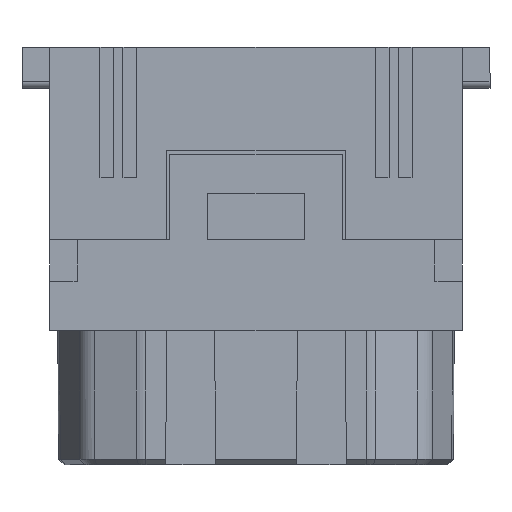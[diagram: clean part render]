
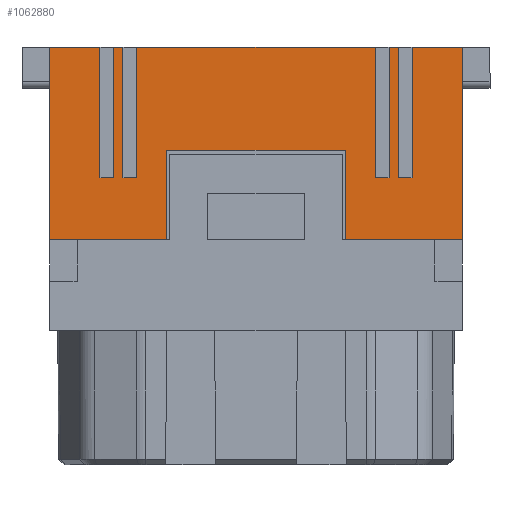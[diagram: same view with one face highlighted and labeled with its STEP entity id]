
A CAD part, left-side view. The second image highlights one B-rep face of the part: STEP entity #1062880.
In plain terms, the highlighted face is planar.
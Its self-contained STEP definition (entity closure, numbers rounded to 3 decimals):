
#614320=CARTESIAN_POINT('',(56.048,63.762,-10.5));
#614330=VERTEX_POINT('',#614320);
#615150=CARTESIAN_POINT('',(56.048,63.762,-2.));
#615160=VERTEX_POINT('',#615150);
#615190=CARTESIAN_POINT('',(56.048,63.762,-4.559
));
#615200=DIRECTION('',(-0.,0.,-1.));
#615210=VECTOR('',#615200,1.);
#615220=LINE('',#615190,#615210);
#615230=EDGE_CURVE('',#615160,#614330,#615220,.T.);
#616400=CARTESIAN_POINT('',(56.048,63.762,-23.5));
#616410=VERTEX_POINT('',#616400);
#616460=CARTESIAN_POINT('',(56.048,63.762,-4.559
));
#616470=DIRECTION('',(-0.,0.,-1.));
#616480=VECTOR('',#616470,1.);
#616490=LINE('',#616460,#616480);
#616500=CARTESIAN_POINT('',(56.048,63.762,-32.));
#616510=VERTEX_POINT('',#616500);
#616520=EDGE_CURVE('',#616410,#616510,#616490,.T.);
#617850=CARTESIAN_POINT('',(56.048,70.257,-4.559
));
#617860=DIRECTION('',(0.,0.,1.));
#617870=VECTOR('',#617860,1.);
#617880=LINE('',#617850,#617870);
#617890=CARTESIAN_POINT('',(56.048,70.257,-23.5));
#617900=VERTEX_POINT('',#617890);
#617910=CARTESIAN_POINT('',(56.048,70.257,-10.5));
#617920=VERTEX_POINT('',#617910);
#617930=EDGE_CURVE('',#617900,#617920,#617880,.T.);
#618400=CARTESIAN_POINT('',(56.048,58.057,-23.5));
#618410=DIRECTION('',(0.,1.,0.));
#618420=VECTOR('',#618410,1.);
#618430=LINE('',#618400,#618420);
#618440=EDGE_CURVE('',#616410,#617900,#618430,.T.);
#618620=CARTESIAN_POINT('',(56.048,58.057,-10.5));
#618630=DIRECTION('',(0.,-1.,0.));
#618640=VECTOR('',#618630,1.);
#618650=LINE('',#618620,#618640);
#618660=EDGE_CURVE('',#617920,#614330,#618650,.T.);
#622610=CARTESIAN_POINT('',(56.048,77.757,-32.));
#622620=VERTEX_POINT('',#622610);
#622650=CARTESIAN_POINT('',(56.048,77.757,-4.559));
#622660=DIRECTION('',(0.,0.,1.));
#622670=VECTOR('',#622660,1.);
#622680=LINE('',#622650,#622670);
#622690=CARTESIAN_POINT('',(56.048,77.757,-28.336));
#622700=VERTEX_POINT('',#622690);
#622710=EDGE_CURVE('',#622620,#622700,#622680,.T.);
#622930=CARTESIAN_POINT('',(56.048,77.757,-27.336));
#622940=VERTEX_POINT('',#622930);
#622970=CARTESIAN_POINT('',(56.048,77.757,-26.664));
#622980=VERTEX_POINT('',#622970);
#622990=EDGE_CURVE('',#622940,#622980,#622680,.T.);
#623210=CARTESIAN_POINT('',(56.048,77.757,-25.664));
#623220=VERTEX_POINT('',#623210);
#623250=CARTESIAN_POINT('',(56.048,77.757,-8.336));
#623260=VERTEX_POINT('',#623250);
#623270=EDGE_CURVE('',#623220,#623260,#622680,.T.);
#623490=CARTESIAN_POINT('',(56.048,77.757,-7.336));
#623500=VERTEX_POINT('',#623490);
#623530=CARTESIAN_POINT('',(56.048,77.757,-6.664));
#623540=VERTEX_POINT('',#623530);
#623550=EDGE_CURVE('',#623500,#623540,#622680,.T.);
#623770=CARTESIAN_POINT('',(56.048,77.757,-5.664));
#623780=VERTEX_POINT('',#623770);
#623810=CARTESIAN_POINT('',(56.048,77.757,-2.));
#623820=VERTEX_POINT('',#623810);
#623830=EDGE_CURVE('',#623780,#623820,#622680,.T.);
#1042170=CARTESIAN_POINT('',(56.048,58.057,-2.));
#1042180=DIRECTION('',(0.,-1.,0.));
#1042190=VECTOR('',#1042180,1.);
#1042200=LINE('',#1042170,#1042190);
#1042210=EDGE_CURVE('',#623820,#615160,#1042200,.T.);
#1044200=CARTESIAN_POINT('',(56.048,58.057,-32.));
#1044210=DIRECTION('',(0.,-1.,0.));
#1044220=VECTOR('',#1044210,1.);
#1044230=LINE('',#1044200,#1044220);
#1044240=EDGE_CURVE('',#622620,#616510,#1044230,.T.);
#1061810=CARTESIAN_POINT('',(56.048,78.257,-30.));
#1061820=DIRECTION('',(1.,0.,0.));
#1061830=DIRECTION('',(0.,0.,1.));
#1061840=AXIS2_PLACEMENT_3D('',#1061810,#1061820,#1061830);
#1061850=PLANE('',#1061840);
#1061860=CARTESIAN_POINT('',(56.048,58.057,-5.664));
#1061870=DIRECTION('',(0.,-1.,0.));
#1061880=VECTOR('',#1061870,1.);
#1061890=LINE('',#1061860,#1061880);
#1061900=CARTESIAN_POINT('',(56.048,68.257,-5.664));
#1061910=VERTEX_POINT('',#1061900);
#1061920=EDGE_CURVE('',#623780,#1061910,#1061890,.T.);
#1061930=ORIENTED_EDGE('',*,*,#1061920,.F.);
#1061940=CARTESIAN_POINT('',(56.048,68.257,-4.559));
#1061950=DIRECTION('',(-0.,0.,-1.));
#1061960=VECTOR('',#1061950,1.);
#1061970=LINE('',#1061940,#1061960);
#1061980=CARTESIAN_POINT('',(56.048,68.257,-6.664));
#1061990=VERTEX_POINT('',#1061980);
#1062000=EDGE_CURVE('',#1061910,#1061990,#1061970,.T.);
#1062010=ORIENTED_EDGE('',*,*,#1062000,.F.);
#1062020=CARTESIAN_POINT('',(56.048,58.057,-6.664));
#1062030=DIRECTION('',(0.,1.,0.));
#1062040=VECTOR('',#1062030,1.);
#1062050=LINE('',#1062020,#1062040);
#1062060=EDGE_CURVE('',#1061990,#623540,#1062050,.T.);
#1062070=ORIENTED_EDGE('',*,*,#1062060,.F.);
#1062080=ORIENTED_EDGE('',*,*,#623550,.T.);
#1062090=CARTESIAN_POINT('',(56.048,58.057,-7.336));
#1062100=DIRECTION('',(0.,-1.,0.));
#1062110=VECTOR('',#1062100,1.);
#1062120=LINE('',#1062090,#1062110);
#1062130=CARTESIAN_POINT('',(56.048,68.257,-7.336));
#1062140=VERTEX_POINT('',#1062130);
#1062150=EDGE_CURVE('',#623500,#1062140,#1062120,.T.);
#1062160=ORIENTED_EDGE('',*,*,#1062150,.F.);
#1062170=CARTESIAN_POINT('',(56.048,68.257,-4.559));
#1062180=DIRECTION('',(-0.,0.,-1.));
#1062190=VECTOR('',#1062180,1.);
#1062200=LINE('',#1062170,#1062190);
#1062210=CARTESIAN_POINT('',(56.048,68.257,-8.336));
#1062220=VERTEX_POINT('',#1062210);
#1062230=EDGE_CURVE('',#1062140,#1062220,#1062200,.T.);
#1062240=ORIENTED_EDGE('',*,*,#1062230,.F.);
#1062250=CARTESIAN_POINT('',(56.048,58.057,-8.336));
#1062260=DIRECTION('',(0.,1.,0.));
#1062270=VECTOR('',#1062260,1.);
#1062280=LINE('',#1062250,#1062270);
#1062290=EDGE_CURVE('',#1062220,#623260,#1062280,.T.);
#1062300=ORIENTED_EDGE('',*,*,#1062290,.F.);
#1062310=ORIENTED_EDGE('',*,*,#623270,.T.);
#1062320=CARTESIAN_POINT('',(56.048,58.057,-25.664));
#1062330=DIRECTION('',(0.,-1.,0.));
#1062340=VECTOR('',#1062330,1.);
#1062350=LINE('',#1062320,#1062340);
#1062360=CARTESIAN_POINT('',(56.048,68.257,
-25.664));
#1062370=VERTEX_POINT('',#1062360);
#1062380=EDGE_CURVE('',#623220,#1062370,#1062350,.T.);
#1062390=ORIENTED_EDGE('',*,*,#1062380,.F.);
#1062400=CARTESIAN_POINT('',(56.048,68.257,-4.559));
#1062410=DIRECTION('',(-0.,0.,-1.));
#1062420=VECTOR('',#1062410,1.);
#1062430=LINE('',#1062400,#1062420);
#1062440=CARTESIAN_POINT('',(56.048,68.257,
-26.664));
#1062450=VERTEX_POINT('',#1062440);
#1062460=EDGE_CURVE('',#1062370,#1062450,#1062430,.T.);
#1062470=ORIENTED_EDGE('',*,*,#1062460,.F.);
#1062480=CARTESIAN_POINT('',(56.048,58.057,-26.664));
#1062490=DIRECTION('',(0.,1.,0.));
#1062500=VECTOR('',#1062490,1.);
#1062510=LINE('',#1062480,#1062500);
#1062520=EDGE_CURVE('',#1062450,#622980,#1062510,.T.);
#1062530=ORIENTED_EDGE('',*,*,#1062520,.F.);
#1062540=ORIENTED_EDGE('',*,*,#622990,.T.);
#1062550=CARTESIAN_POINT('',(56.048,58.057,-27.336));
#1062560=DIRECTION('',(0.,-1.,0.));
#1062570=VECTOR('',#1062560,1.);
#1062580=LINE('',#1062550,#1062570);
#1062590=CARTESIAN_POINT('',(56.048,68.257,
-27.336));
#1062600=VERTEX_POINT('',#1062590);
#1062610=EDGE_CURVE('',#622940,#1062600,#1062580,.T.);
#1062620=ORIENTED_EDGE('',*,*,#1062610,.F.);
#1062630=CARTESIAN_POINT('',(56.048,68.257,-4.559));
#1062640=DIRECTION('',(-0.,0.,-1.));
#1062650=VECTOR('',#1062640,1.);
#1062660=LINE('',#1062630,#1062650);
#1062670=CARTESIAN_POINT('',(56.048,68.257,
-28.336));
#1062680=VERTEX_POINT('',#1062670);
#1062690=EDGE_CURVE('',#1062600,#1062680,#1062660,.T.);
#1062700=ORIENTED_EDGE('',*,*,#1062690,.F.);
#1062710=CARTESIAN_POINT('',(56.048,58.057,-28.336));
#1062720=DIRECTION('',(0.,1.,0.));
#1062730=VECTOR('',#1062720,1.);
#1062740=LINE('',#1062710,#1062730);
#1062750=EDGE_CURVE('',#1062680,#622700,#1062740,.T.);
#1062760=ORIENTED_EDGE('',*,*,#1062750,.F.);
#1062770=ORIENTED_EDGE('',*,*,#622710,.T.);
#1062780=ORIENTED_EDGE('',*,*,#1044240,.F.);
#1062790=ORIENTED_EDGE('',*,*,#616520,.T.);
#1062800=ORIENTED_EDGE('',*,*,#618440,.F.);
#1062810=ORIENTED_EDGE('',*,*,#617930,.F.);
#1062820=ORIENTED_EDGE('',*,*,#618660,.F.);
#1062830=ORIENTED_EDGE('',*,*,#615230,.T.);
#1062840=ORIENTED_EDGE('',*,*,#1042210,.T.);
#1062850=ORIENTED_EDGE('',*,*,#623830,.T.);
#1062860=EDGE_LOOP('',(#1062850,#1062840,#1062830,#1062820,#1062810,
#1062800,#1062790,#1062780,#1062770,#1062760,#1062700,#1062620,#1062540,
#1062530,#1062470,#1062390,#1062310,#1062300,#1062240,#1062160,#1062080,
#1062070,#1062010,#1061930));
#1062870=FACE_OUTER_BOUND('',#1062860,.T.);
#1062880=ADVANCED_FACE('',(#1062870),#1061850,.T.);
